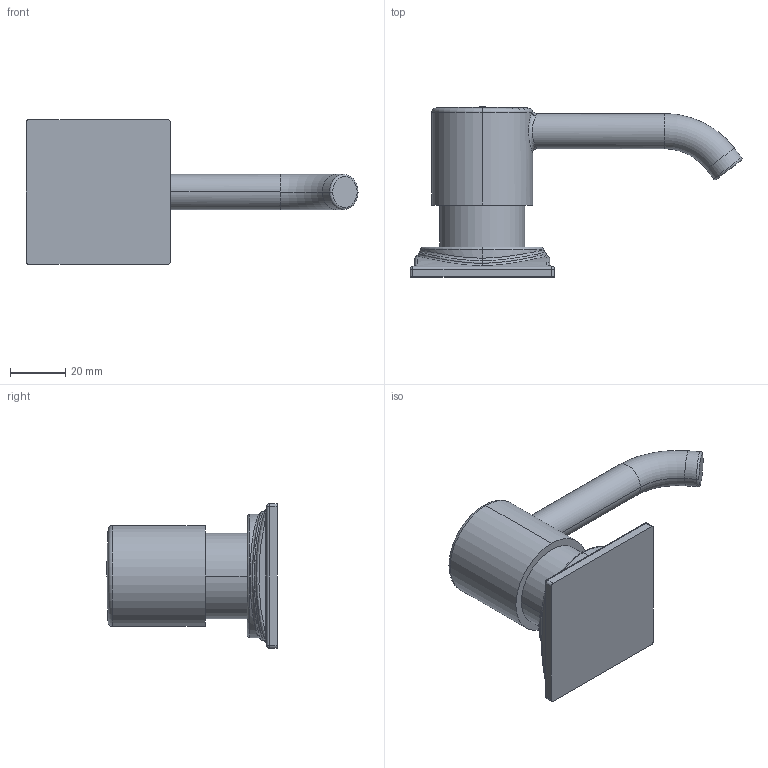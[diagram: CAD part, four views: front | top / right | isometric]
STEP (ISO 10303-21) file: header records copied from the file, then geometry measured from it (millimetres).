
FILE_DESCRIPTION((''),'2;1');
FILE_NAME('3170-5721','2021-04-27T10:39:04',('jinson.thomas'),(''),'CREO PARAMETRIC BY PTC INC, 2018400','CREO PARAMETRIC BY PTC INC, 2018400','');
FILE_SCHEMA(('CONFIG_CONTROL_DESIGN'));
Length unit declared in the file: inch
Products named in the file (1): 3170-5721
Bounding box: 119.67 x 61.37 x 52.07 mm (x, y, z)
Volume: 80083.4 mm3; surface area: 15821.2 mm2
Topology: 1 solids, 1 shells, 71 faces, 153 edges, 85 vertices
Faces by surface type: cylinder 24, bspline 20, plane 11, torus 8, sphere 6, extrusion 2
Entity records: 4516 total; most frequent: CARTESIAN_POINT 3055, ORIENTED_EDGE 302, DIRECTION 288, EDGE_CURVE 151, AXIS2_PLACEMENT_3D 124, VERTEX_POINT 85, EDGE_LOOP 74, CIRCLE 73
